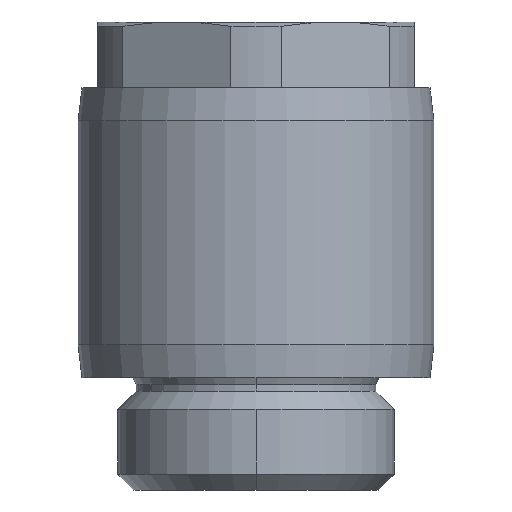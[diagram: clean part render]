
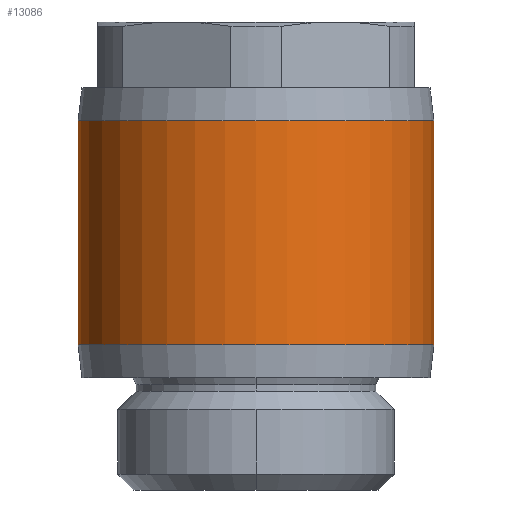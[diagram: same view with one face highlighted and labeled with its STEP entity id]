
A CAD part, left-side view. The second image highlights one B-rep face of the part: STEP entity #13086.
In plain terms, the highlighted cylindrical face has radius 13.5 mm (diameter 27 mm), a partial arc.
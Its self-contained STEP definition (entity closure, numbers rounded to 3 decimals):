
#367 = EDGE_CURVE ( 'NONE', #3479, #7904, #7596, .T. ) ;
#456 = ORIENTED_EDGE ( 'NONE', *, *, #14351, .T. ) ;
#775 = CARTESIAN_POINT ( 'NONE',  ( 13.3, -13.5, 7.6 ) ) ;
#1001 = AXIS2_PLACEMENT_3D ( 'NONE', #12358, #13761, #7782 ) ;
#2046 = CARTESIAN_POINT ( 'NONE',  ( 13.3, -13.5, -9.4 ) ) ;
#2085 = DIRECTION ( 'NONE',  ( 0., 0., 1. ) ) ;
#2251 = ORIENTED_EDGE ( 'NONE', *, *, #5799, .T. ) ;
#2423 = CARTESIAN_POINT ( 'NONE',  ( 13.3, 0., -9.4 ) ) ;
#2463 = LINE ( 'NONE', #7178, #7250 ) ;
#3029 = EDGE_LOOP ( 'NONE', ( #7445, #2251, #456, #12249 ) ) ;
#3479 = VERTEX_POINT ( 'NONE', #14281 ) ;
#5178 = CARTESIAN_POINT ( 'NONE',  ( 13.3, 13.5, 7.6 ) ) ;
#5553 = AXIS2_PLACEMENT_3D ( 'NONE', #2423, #7119, #10711 ) ;
#5588 = CYLINDRICAL_SURFACE ( 'NONE', #9982, 13.5 ) ;
#5788 = CARTESIAN_POINT ( 'NONE',  ( 13.3, -13.5, -0.9 ) ) ;
#5799 = EDGE_CURVE ( 'NONE', #3479, #12152, #2463, .T. ) ;
#6558 = VERTEX_POINT ( 'NONE', #775 ) ;
#6815 = DIRECTION ( 'NONE',  ( 0., -1., 0. ) ) ;
#6963 = DIRECTION ( 'NONE',  ( 0., 0., 1. ) ) ;
#7119 = DIRECTION ( 'NONE',  ( 0., 0., -1. ) ) ;
#7178 = CARTESIAN_POINT ( 'NONE',  ( 13.3, 13.5, -0.9 ) ) ;
#7250 = VECTOR ( 'NONE', #8238, 1000. ) ;
#7252 = EDGE_CURVE ( 'NONE', #7904, #6558, #13531, .T. ) ;
#7445 = ORIENTED_EDGE ( 'NONE', *, *, #367, .F. ) ;
#7596 = CIRCLE ( 'NONE', #5553, 13.5 ) ;
#7782 = DIRECTION ( 'NONE',  ( 0., -1., 0. ) ) ;
#7904 = VERTEX_POINT ( 'NONE', #2046 ) ;
#7964 = CARTESIAN_POINT ( 'NONE',  ( 13.3, 0., -0.9 ) ) ;
#8238 = DIRECTION ( 'NONE',  ( 0., 0., 1. ) ) ;
#9982 = AXIS2_PLACEMENT_3D ( 'NONE', #7964, #2085, #6815 ) ;
#10005 = FACE_OUTER_BOUND ( 'NONE', #3029, .T. ) ;
#10711 = DIRECTION ( 'NONE',  ( -1., 0., 0. ) ) ;
#12152 = VERTEX_POINT ( 'NONE', #5178 ) ;
#12249 = ORIENTED_EDGE ( 'NONE', *, *, #7252, .F. ) ;
#12358 = CARTESIAN_POINT ( 'NONE',  ( 13.3, 0., 7.6 ) ) ;
#12613 = VECTOR ( 'NONE', #6963, 1000. ) ;
#12817 = CIRCLE ( 'NONE', #1001, 13.5 ) ;
#13086 = ADVANCED_FACE ( 'NONE', ( #10005 ), #5588, .T. ) ;
#13531 = LINE ( 'NONE', #5788, #12613 ) ;
#13761 = DIRECTION ( 'NONE',  ( 0., 0., -1. ) ) ;
#14281 = CARTESIAN_POINT ( 'NONE',  ( 13.3, 13.5, -9.4 ) ) ;
#14351 = EDGE_CURVE ( 'NONE', #12152, #6558, #12817, .T. ) ;
